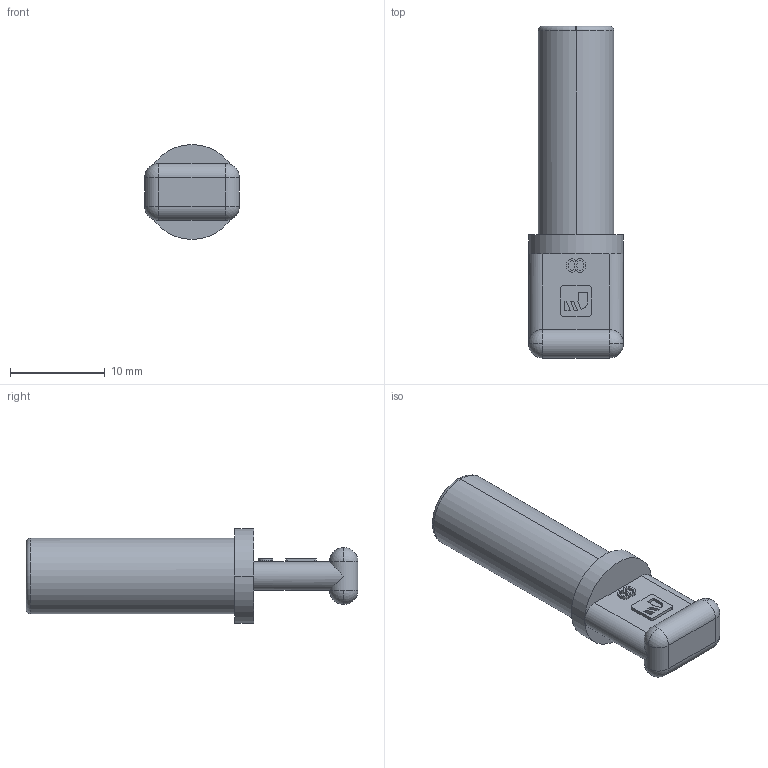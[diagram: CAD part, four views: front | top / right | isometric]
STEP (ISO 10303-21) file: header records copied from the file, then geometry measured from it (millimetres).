
FILE_DESCRIPTION(('STEP AP214'),'1');
FILE_NAME('6826_08_00.stp','2016-07-07T14:44:41',('TraceParts'),('TraceParts S.A.'),'Spatial InterOp 3D',' ',' ');
FILE_SCHEMA(('automotive_design'));
Length unit declared in the file: millimetre
Products named in the file (1): V826-08-00
Bounding box: 10 x 35 x 10 mm (x, y, z)
Volume: 1106.8 mm3; surface area: 1440.3 mm2
Topology: 1 solids, 1 shells, 156 faces, 416 edges, 272 vertices
Faces by surface type: plane 126, cylinder 16, sphere 8, torus 4, cone 2
Entity records: 4840 total; most frequent: CARTESIAN_POINT 888, ORIENTED_EDGE 832, DIRECTION 784, EDGE_CURVE 416, LINE 354, VECTOR 354, VERTEX_POINT 272, AXIS2_PLACEMENT_3D 215
